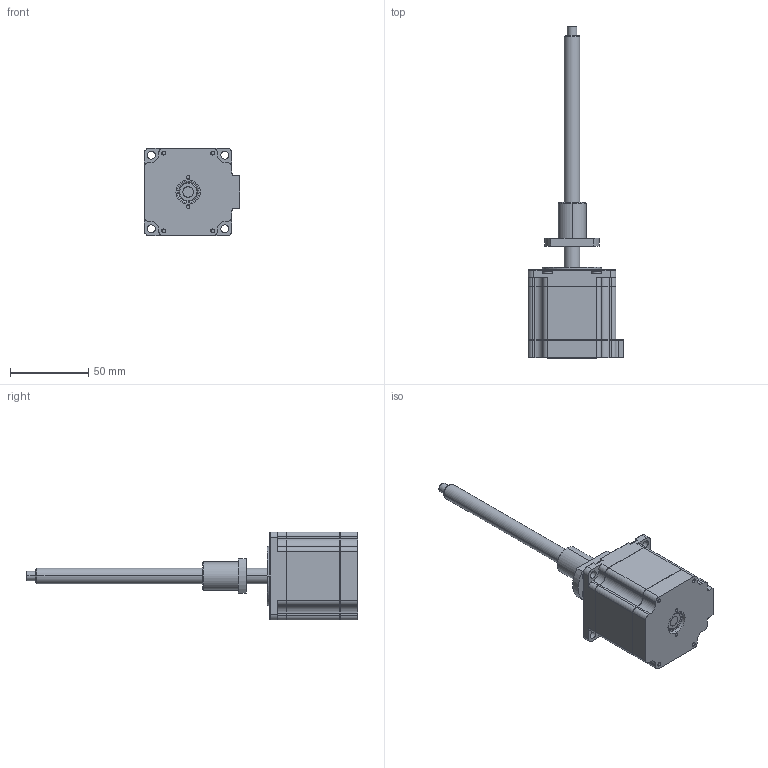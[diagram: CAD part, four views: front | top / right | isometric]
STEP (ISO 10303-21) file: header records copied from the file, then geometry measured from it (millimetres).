
FILE_DESCRIPTION (( 'STEP AP203' ), '1' );
FILE_NAME ('BE238S-B1002-150-AK1-S-220.STEP', '2019-04-14T07:57:53', ( 'Sky123.Org' ), ( 'Sky123.Org' ), 'SwSTEP 2.0', 'SolidWorks 2014', '' );
FILE_SCHEMA (( 'CONFIG_CONTROL_DESIGN' ));
Length unit declared in the file: millimetre
Products named in the file (1): BE238S-B1002-150-AK1-S-220
Bounding box: 61.2 x 212.5 x 56.2 mm (x, y, z)
Surface area: 36128.7 mm2 (no closed solid volume)
Topology: 0 solids, 20 shells, 378 faces, 1153 edges, 780 vertices
Faces by surface type: plane 180, cylinder 110, cone 76, sphere 8, torus 4
Entity records: 13341 total; most frequent: CARTESIAN_POINT 2886, DIRECTION 2225, ORIENTED_EDGE 1978, EDGE_CURVE 1153, AXIS2_PLACEMENT_3D 787, VERTEX_POINT 780, VECTOR 651, LINE 651
